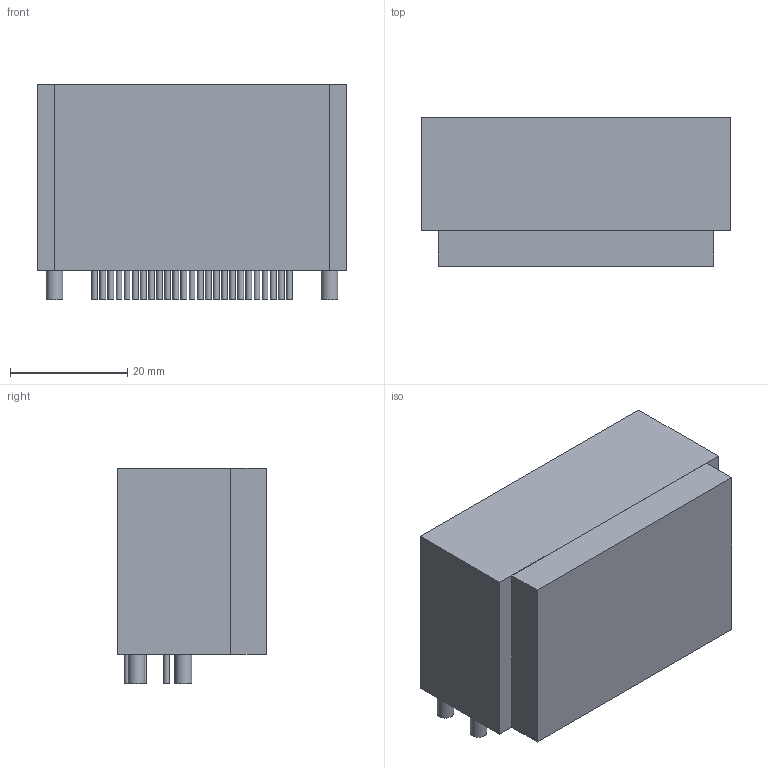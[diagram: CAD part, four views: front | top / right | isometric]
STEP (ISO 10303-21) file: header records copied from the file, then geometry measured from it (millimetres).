
FILE_DESCRIPTION(('FreeCAD Model'),'2;1');
FILE_NAME('854597.2.4.stp','2022-04-27T04:25:16',( 'Author'),(''),'Open CASCADE STEP processor 6.9','FreeCAD','Unknown' );
FILE_SCHEMA(('AUTOMOTIVE_DESIGN { 1 0 10303 214 1 1 1 1 }'));
Length unit declared in the file: millimetre
Products named in the file (3): ASSEMBLY; Body; Leads
Assembly tree (2 placements, depth 2):
  ASSEMBLY
    Body
    Leads
Bounding box: 52.78 x 25.4 x 36.85 mm (x, y, z)
Volume: 41779.2 mm3; surface area: 11666.4 mm2
Topology: 56 solids, 56 shells, 174 faces, 186 edges, 124 vertices
Faces by surface type: plane 120, cylinder 54
Full cylindrical faces by diameter (mm): 0.99 x50, 2.85 x4
Entity records: 6140 total; most frequent: DIRECTION 1020, CARTESIAN_POINT 859, ORIENTED_EDGE 372, PCURVE 372, DEFINITIONAL_REPRESENTATION 372, LINE 342, VECTOR 342, AXIS2_PLACEMENT_3D 285
